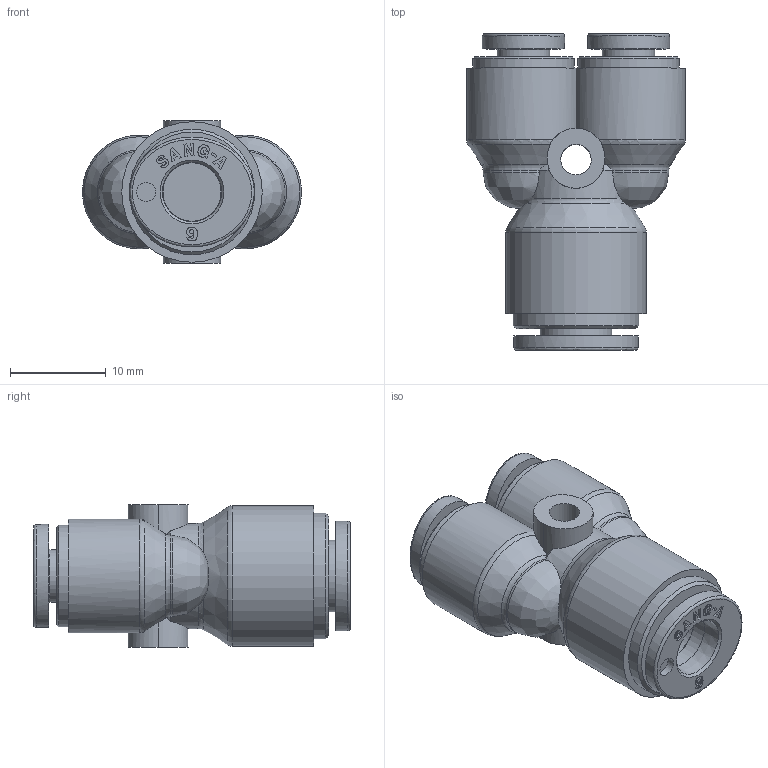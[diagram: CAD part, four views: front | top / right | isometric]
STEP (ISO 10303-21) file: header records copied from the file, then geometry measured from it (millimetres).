
FILE_DESCRIPTION((''),'2;1');
FILE_NAME('CR-PW 0604.stp','2020-11-11T10:22:24',('Administrator'),(''),'Autodesk Inventor 2013','Autodesk Inventor 2013','');
FILE_SCHEMA(('CONFIG_CONTROL_DESIGN'));
Length unit declared in the file: millimetre
Products named in the file (4): 조립품22; CR-PW 0604 BODY; CR-SLEEVE 06; CR-SLEEVE 04
Assembly tree (4 placements, depth 2):
  조립품22
    CR-PW 0604 BODY
    CR-SLEEVE 06
    CR-SLEEVE 04  x2
Bounding box: 22.9 x 33.15 x 14.9 mm (x, y, z)
Volume: 4693.4 mm3; surface area: 3932.6 mm2
Topology: 4 solids, 4 shells, 477 faces, 1277 edges, 850 vertices
Faces by surface type: plane 344, bspline 62, cylinder 46, cone 18, torus 7
Full cylindrical faces by diameter (mm): 2 x3, 3.2 x1, 4.181 x2, 4.2 x2, 5.5 x2, 6.134 x1, 6.2 x1, 7.5 x1, 10.6 x2, 13.15 x1, 14.7 x1
Entity records: 12205 total; most frequent: CARTESIAN_POINT 3185, ORIENTED_EDGE 1886, DIRECTION 1711, EDGE_CURVE 943, VECTOR 727, LINE 727, VERTEX_POINT 640, AXIS2_PLACEMENT_3D 492
